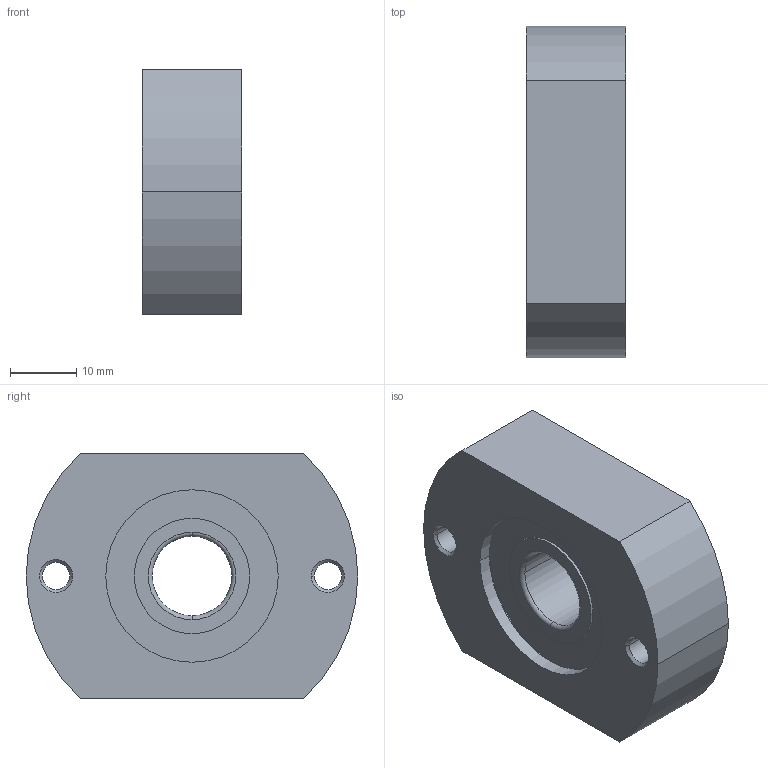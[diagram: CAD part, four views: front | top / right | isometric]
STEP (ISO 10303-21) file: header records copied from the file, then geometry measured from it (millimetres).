
FILE_DESCRIPTION( ( '' ), '1' );
FILE_NAME( 'BGTAB6201ZZ.stp', '2020-11-08T11:45:37', ( '' ), ( '' ), ' ', ' ', ' ' );
FILE_SCHEMA( ( 'CONFIG_CONTROL_DESIGN' ) );
Length unit declared in the file: millimetre
Products named in the file (3): 1; 2; 3
Bounding box: 15 x 50 x 37 mm (x, y, z)
Volume: 19717 mm3; surface area: 10063.7 mm2
Topology: 3 solids, 3 shells, 69 faces, 163 edges, 107 vertices
Faces by surface type: cylinder 38, plane 17, cone 8, torus 6
Entity records: 2198 total; most frequent: DIRECTION 412, CARTESIAN_POINT 342, ORIENTED_EDGE 326, AXIS2_PLACEMENT_3D 177, EDGE_CURVE 163, VERTEX_POINT 107, CIRCLE 105, EDGE_LOOP 88
